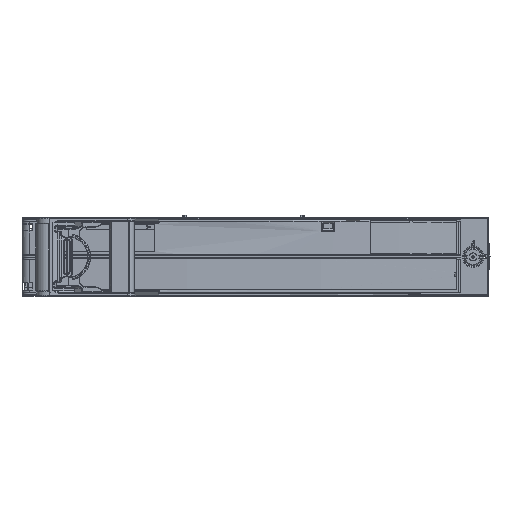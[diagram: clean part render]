
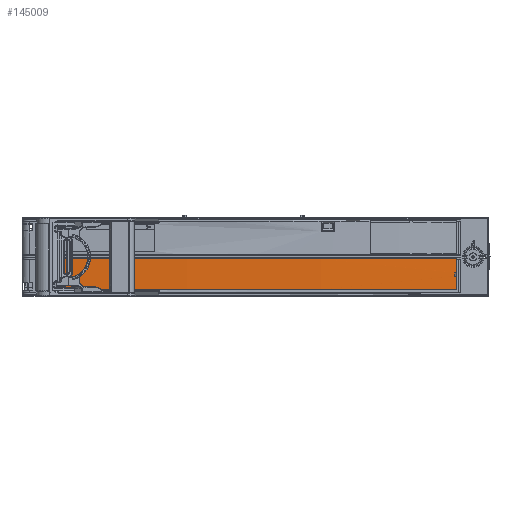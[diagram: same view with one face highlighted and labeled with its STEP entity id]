
A CAD part, top view. The second image highlights one B-rep face of the part: STEP entity #145009.
In plain terms, the highlighted cylindrical face has radius 3856.45 mm (diameter 7712.9 mm), a partial arc.
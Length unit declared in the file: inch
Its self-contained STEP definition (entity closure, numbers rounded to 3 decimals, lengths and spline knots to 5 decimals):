
#144873=DIRECTION('',(0.,1.,0.));
#144874=VECTOR('',#144873,1.48031);
#144875=CARTESIAN_POINT('',(-0.93896,-7.99206,
3.90414));
#144876=LINE('',#144875,#144874);
#144877=CARTESIAN_POINT('',(-0.93896,-6.51175,
3.90414));
#144878=CARTESIAN_POINT('',(-0.93876,-6.50794,
3.90416));
#144879=CARTESIAN_POINT('',(-0.93704,-6.50139,
3.90427));
#144880=CARTESIAN_POINT('',(-0.92984,-6.494,
3.90475));
#144881=CARTESIAN_POINT('',(-0.92317,-6.49226,
3.9052));
#144882=CARTESIAN_POINT('',(-0.91927,-6.49206,
3.90546));
#144884=CARTESIAN_POINT('',(9.17041,-6.49206,
-147.58767));
#144885=DIRECTION('',(0.,1.,0.));
#144886=DIRECTION('',(-0.066,0.,0.998));
#144887=AXIS2_PLACEMENT_3D('',#144884,#144885,#144886);
#144889=CARTESIAN_POINT('',(19.14941,-6.49206,
3.91279));
#144890=CARTESIAN_POINT('',(19.15316,-6.49224,
3.91254));
#144891=CARTESIAN_POINT('',(19.15964,-6.49394,
3.91211));
#144892=CARTESIAN_POINT('',(19.16703,-6.50109,
3.91163));
#144893=CARTESIAN_POINT('',(19.16885,-6.50781,
3.91151));
#144894=CARTESIAN_POINT('',(19.16912,-6.51175,
3.91149));
#144896=DIRECTION('',(0.,-1.,0.));
#144897=VECTOR('',#144896,0.6524);
#144898=CARTESIAN_POINT('',(19.16912,-6.51175,
3.91149));
#144899=LINE('',#144898,#144897);
#144900=CARTESIAN_POINT('',(9.17041,-7.16415,
-147.58767));
#144901=DIRECTION('',(0.,-1.,0.));
#144902=DIRECTION('',(0.066,0.,0.998));
#144903=AXIS2_PLACEMENT_3D('',#144900,#144901,#144902);
#144905=CARTESIAN_POINT('',(19.11382,-7.16415,
3.91513));
#144906=CARTESIAN_POINT('',(19.11012,-7.16433,
3.91537));
#144907=CARTESIAN_POINT('',(19.10372,-7.16603,
3.91579));
#144908=CARTESIAN_POINT('',(19.09641,-7.17311,
3.91627));
#144909=CARTESIAN_POINT('',(19.0946,-7.1798,
3.91639));
#144910=CARTESIAN_POINT('',(19.09434,-7.18372,
3.9164));
#144912=DIRECTION('',(0.,-1.,0.));
#144913=VECTOR('',#144912,0.14424);
#144914=CARTESIAN_POINT('',(19.09434,-7.18372,
3.9164));
#144915=LINE('',#144914,#144913);
#144916=CARTESIAN_POINT('',(19.09434,-7.32796,
3.9164));
#144917=CARTESIAN_POINT('',(19.09451,-7.33167,
3.91639));
#144918=CARTESIAN_POINT('',(19.09619,-7.33808,
3.91628));
#144919=CARTESIAN_POINT('',(19.1032,-7.34541,
3.91582));
#144920=CARTESIAN_POINT('',(19.10983,-7.34725,
3.91539));
#144921=CARTESIAN_POINT('',(19.11373,-7.34753,
3.91513));
#144923=CARTESIAN_POINT('',(9.17041,-7.34753,
-147.58767));
#144924=DIRECTION('',(0.,1.,0.));
#144925=DIRECTION('',(0.065,0.,0.998));
#144926=AXIS2_PLACEMENT_3D('',#144923,#144924,#144925);
#144928=DIRECTION('',(0.,-1.,0.));
#144929=VECTOR('',#144928,0.64453);
#144930=CARTESIAN_POINT('',(19.16912,-7.34753,
3.91149));
#144931=LINE('',#144930,#144929);
#144932=CARTESIAN_POINT('',(19.16912,-7.99206,
3.91149));
#144933=CARTESIAN_POINT('',(19.16891,-7.99588,
3.9115));
#144934=CARTESIAN_POINT('',(19.16717,-8.00245,
3.91162));
#144935=CARTESIAN_POINT('',(19.15989,-8.00979,
3.9121));
#144936=CARTESIAN_POINT('',(19.15327,-8.01154,
3.91253));
#144937=CARTESIAN_POINT('',(19.14941,-8.01175,
3.91279));
#144939=CARTESIAN_POINT('',(9.17041,-8.01175,
-147.58767));
#144940=DIRECTION('',(0.,-1.,0.));
#144941=DIRECTION('',(0.066,0.,0.998));
#144942=AXIS2_PLACEMENT_3D('',#144939,#144940,#144941);
#144944=CARTESIAN_POINT('',(-0.91927,-8.01175,
3.90546));
#144945=CARTESIAN_POINT('',(-0.92308,-8.01156,
3.9052));
#144946=CARTESIAN_POINT('',(-0.92963,-8.00983,
3.90477));
#144947=CARTESIAN_POINT('',(-0.93702,-8.00262,
3.90427));
#144948=CARTESIAN_POINT('',(-0.93876,-7.99596,
3.90416));
#144949=CARTESIAN_POINT('',(-0.93896,-7.99206,
3.90414));
#144951=CARTESIAN_POINT('',(-0.93896,-7.99206,
3.90414));
#144952=CARTESIAN_POINT('',(-0.93896,-6.51175,
3.90414));
#144953=VERTEX_POINT('',#144951);
#144954=VERTEX_POINT('',#144952);
#144955=VERTEX_POINT('',#144882);
#144956=CARTESIAN_POINT('',(19.14941,-6.49206,
3.91279));
#144957=VERTEX_POINT('',#144956);
#144958=VERTEX_POINT('',#144894);
#144959=CARTESIAN_POINT('',(19.16912,-7.16415,
3.91149));
#144960=VERTEX_POINT('',#144959);
#144961=CARTESIAN_POINT('',(19.11382,-7.16415,
3.91513));
#144962=VERTEX_POINT('',#144961);
#144963=VERTEX_POINT('',#144910);
#144964=CARTESIAN_POINT('',(19.09434,-7.32796,
3.9164));
#144965=VERTEX_POINT('',#144964);
#144966=VERTEX_POINT('',#144921);
#144967=CARTESIAN_POINT('',(19.16912,-7.34753,
3.91149));
#144968=VERTEX_POINT('',#144967);
#144969=CARTESIAN_POINT('',(19.16912,-7.99206,
3.91149));
#144970=VERTEX_POINT('',#144969);
#144971=VERTEX_POINT('',#144937);
#144972=CARTESIAN_POINT('',(-0.91927,-8.01175,
3.90546));
#144973=VERTEX_POINT('',#144972);
#144974=CARTESIAN_POINT('',(9.17041,-8.01175,
-147.58767));
#144975=DIRECTION('',(0.,1.,0.));
#144976=DIRECTION('',(-0.067,0.,0.998));
#144977=AXIS2_PLACEMENT_3D('',#144974,#144975,#144976);
#144978=CYLINDRICAL_SURFACE('',#144977,151.82875);
#144980=ORIENTED_EDGE('',*,*,#144979,.T.);
#144982=ORIENTED_EDGE('',*,*,#144981,.T.);
#144984=ORIENTED_EDGE('',*,*,#144983,.T.);
#144986=ORIENTED_EDGE('',*,*,#144985,.T.);
#144988=ORIENTED_EDGE('',*,*,#144987,.T.);
#144990=ORIENTED_EDGE('',*,*,#144989,.T.);
#144992=ORIENTED_EDGE('',*,*,#144991,.T.);
#144994=ORIENTED_EDGE('',*,*,#144993,.T.);
#144996=ORIENTED_EDGE('',*,*,#144995,.T.);
#144998=ORIENTED_EDGE('',*,*,#144997,.T.);
#145000=ORIENTED_EDGE('',*,*,#144999,.T.);
#145002=ORIENTED_EDGE('',*,*,#145001,.T.);
#145004=ORIENTED_EDGE('',*,*,#145003,.T.);
#145006=ORIENTED_EDGE('',*,*,#145005,.T.);
#145007=EDGE_LOOP('',(#144980,#144982,#144984,#144986,#144988,#144990,#144992,
#144994,#144996,#144998,#145000,#145002,#145004,#145006));
#145008=FACE_OUTER_BOUND('',#145007,.F.);
#144883=B_SPLINE_CURVE_WITH_KNOTS('',3,(#144877,#144878,#144879,#144880,#144881,
#144882),.UNSPECIFIED.,.F.,.F.,(4,1,1,4),(0.,0.33333,
0.66667,1.),.UNSPECIFIED.);
#144888=CIRCLE('',#144887,151.82875);
#144895=B_SPLINE_CURVE_WITH_KNOTS('',3,(#144889,#144890,#144891,#144892,#144893,
#144894),.UNSPECIFIED.,.F.,.F.,(4,1,1,4),(0.,0.33333,
0.66667,1.),.UNSPECIFIED.);
#144904=CIRCLE('',#144903,151.82875);
#144911=B_SPLINE_CURVE_WITH_KNOTS('',3,(#144905,#144906,#144907,#144908,#144909,
#144910),.UNSPECIFIED.,.F.,.F.,(4,1,1,4),(0.,0.33333,
0.66667,1.),.UNSPECIFIED.);
#144922=B_SPLINE_CURVE_WITH_KNOTS('',3,(#144916,#144917,#144918,#144919,#144920,
#144921),.UNSPECIFIED.,.F.,.F.,(4,1,1,4),(0.,0.33333,
0.66667,1.),.UNSPECIFIED.);
#144927=CIRCLE('',#144926,151.82875);
#144938=B_SPLINE_CURVE_WITH_KNOTS('',3,(#144932,#144933,#144934,#144935,#144936,
#144937),.UNSPECIFIED.,.F.,.F.,(4,1,1,4),(0.,0.33333,
0.66667,1.),.UNSPECIFIED.);
#144943=CIRCLE('',#144942,151.82875);
#144950=B_SPLINE_CURVE_WITH_KNOTS('',3,(#144944,#144945,#144946,#144947,#144948,
#144949),.UNSPECIFIED.,.F.,.F.,(4,1,1,4),(0.,0.33333,
0.66667,1.),.UNSPECIFIED.);
#144979=EDGE_CURVE('',#144953,#144954,#144876,.T.);
#144981=EDGE_CURVE('',#144954,#144955,#144883,.T.);
#144983=EDGE_CURVE('',#144955,#144957,#144888,.T.);
#144985=EDGE_CURVE('',#144957,#144958,#144895,.T.);
#144987=EDGE_CURVE('',#144958,#144960,#144899,.T.);
#144989=EDGE_CURVE('',#144960,#144962,#144904,.T.);
#144991=EDGE_CURVE('',#144962,#144963,#144911,.T.);
#144993=EDGE_CURVE('',#144963,#144965,#144915,.T.);
#144995=EDGE_CURVE('',#144965,#144966,#144922,.T.);
#144997=EDGE_CURVE('',#144966,#144968,#144927,.T.);
#144999=EDGE_CURVE('',#144968,#144970,#144931,.T.);
#145001=EDGE_CURVE('',#144970,#144971,#144938,.T.);
#145003=EDGE_CURVE('',#144971,#144973,#144943,.T.);
#145005=EDGE_CURVE('',#144973,#144953,#144950,.T.);
#145009=ADVANCED_FACE('',(#145008),#144978,.T.);
